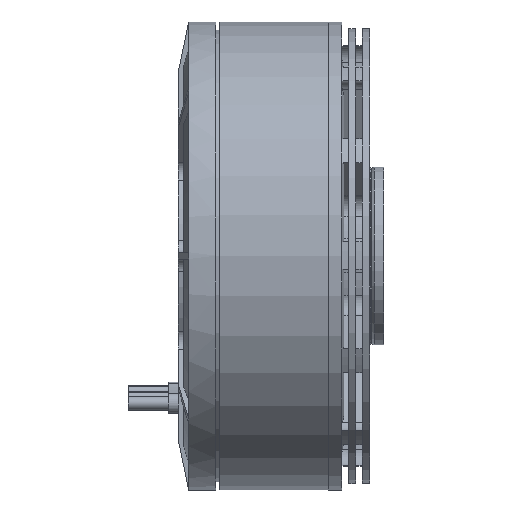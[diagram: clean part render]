
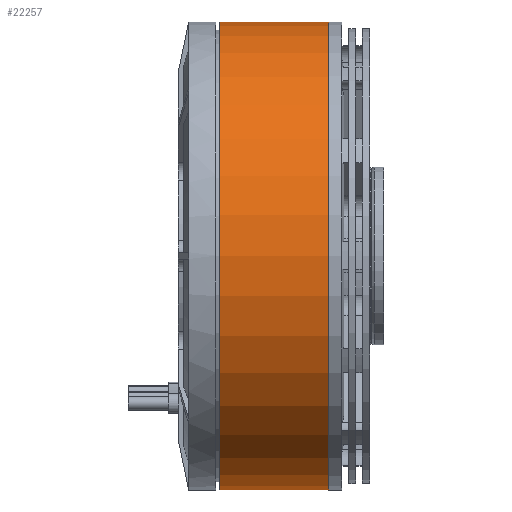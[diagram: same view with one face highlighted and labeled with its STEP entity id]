
A CAD part, top view. The second image highlights one B-rep face of the part: STEP entity #22257.
In plain terms, the highlighted cylindrical face has radius 34.16 mm (diameter 68.32 mm), a partial arc.
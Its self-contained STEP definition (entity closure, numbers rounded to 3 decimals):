
#3233=CARTESIAN_POINT('',(21.5,0.,0.));
#3234=DIRECTION('',(-1.,0.,0.));
#3235=DIRECTION('',(0.,-1.,0.));
#3236=AXIS2_PLACEMENT_3D('',#3233,#3234,#3235);
#8981=DIRECTION('',(1.,0.,0.));
#8982=VECTOR('',#8981,15.94);
#8983=CARTESIAN_POINT('',(5.56,-34.16,0.));
#8984=LINE('',#8983,#8982);
#8988=CARTESIAN_POINT('',(5.56,0.,0.));
#8989=DIRECTION('',(1.,0.,0.));
#8990=DIRECTION('',(0.,1.,0.));
#8991=AXIS2_PLACEMENT_3D('',#8988,#8989,#8990);
#8996=DIRECTION('',(1.,0.,0.));
#8997=VECTOR('',#8996,15.94);
#8998=CARTESIAN_POINT('',(5.56,34.16,0.));
#8999=LINE('',#8998,#8997);
#15014=CARTESIAN_POINT('',(5.56,34.16,0.));
#15015=CARTESIAN_POINT('',(5.56,-34.16,0.));
#15016=VERTEX_POINT('',#15014);
#15017=VERTEX_POINT('',#15015);
#15854=CARTESIAN_POINT('',(21.5,34.16,0.));
#15855=CARTESIAN_POINT('',(21.5,-34.16,0.));
#15856=VERTEX_POINT('',#15854);
#15857=VERTEX_POINT('',#15855);
#22246=CARTESIAN_POINT('',(21.772,0.,0.));
#22247=DIRECTION('',(-1.,0.,0.));
#22248=DIRECTION('',(0.,-1.,0.));
#22249=AXIS2_PLACEMENT_3D('',#22246,#22247,#22248);
#22250=CYLINDRICAL_SURFACE('',#22249,34.16);
#22251=ORIENTED_EDGE('',*,*,#18137,.F.);
#22252=ORIENTED_EDGE('',*,*,#18120,.F.);
#22253=ORIENTED_EDGE('',*,*,#18101,.F.);
#22254=ORIENTED_EDGE('',*,*,#18117,.T.);
#22255=EDGE_LOOP('',(#22251,#22252,#22253,#22254));
#22256=FACE_OUTER_BOUND('',#22255,.F.);
#22257=ADVANCED_FACE('',(#22256),#22250,.T.);
#3237=CIRCLE('',#3236,34.16);
#8992=CIRCLE('',#8991,34.16);
#18101=EDGE_CURVE('',#15016,#15017,#8992,.T.);
#18117=EDGE_CURVE('',#15016,#15856,#8999,.T.);
#18120=EDGE_CURVE('',#15017,#15857,#8984,.T.);
#18137=EDGE_CURVE('',#15857,#15856,#3237,.T.);
